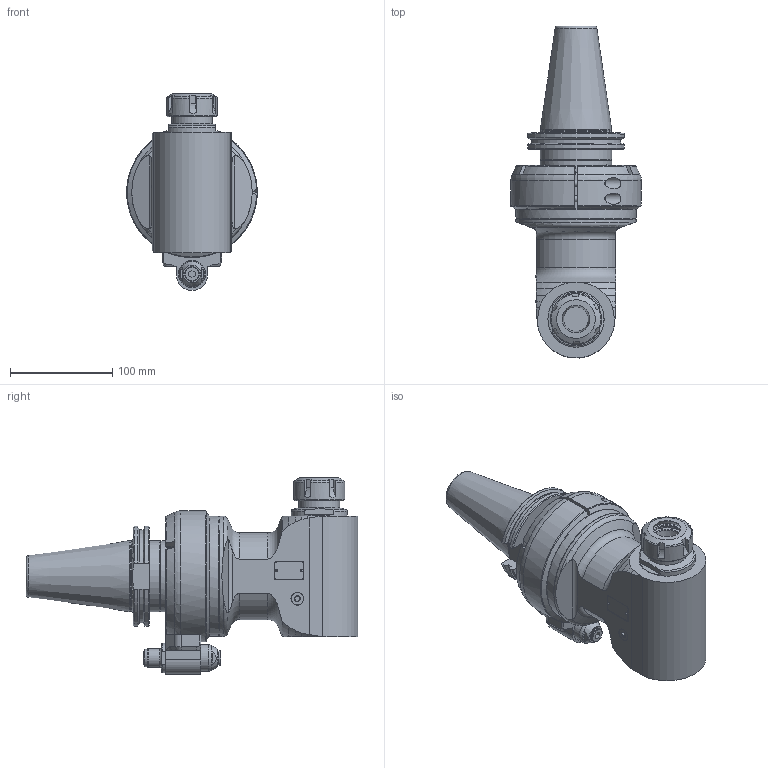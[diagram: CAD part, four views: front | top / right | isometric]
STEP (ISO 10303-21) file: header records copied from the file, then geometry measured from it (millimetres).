
FILE_DESCRIPTION(/* description */ (''),/* implementation_level */ '2;1');
FILE_NAME(/* name */ '9.F90.20000-2C50.stp',/* time_stamp */ '2025-09-29T09:47:27-04:00',/* author */ ('jkrenzer'),/* organization */ (''),/* preprocessor_version */ 'ST-DEVELOPER v18.1',/* originating_system */ 'Autodesk Inventor 2022',/* authorisation */ '');
FILE_SCHEMA (('AUTOMOTIVE_DESIGN { 1 0 10303 214 3 1 1 }'));
Length unit declared in the file: millimetre
Products named in the file (3): 9.F90.20000-2C50; 9.F90.20000; 9GA21C_458  (EVO, Type 2, Cat50, 80mm)
Assembly tree (2 placements, depth 2):
  9.F90.20000-2C50
    9.F90.20000
    9GA21C_458  (EVO, Type 2, Cat50, 80mm)
Bounding box: 128 x 324.96 x 192.5 mm (x, y, z)
Volume: 2079985.7 mm3; surface area: 215873.1 mm2
Topology: 4 solids, 5 shells, 594 faces, 1500 edges, 971 vertices
Faces by surface type: plane 267, cylinder 153, cone 125, torus 43, sphere 4, bspline 2
Full cylindrical faces by diameter (mm): 2.5 x3, 2.6 x2, 3 x2, 3.3 x2, 4.2 x2, 5 x3, 6 x3, 6.5 x3, 7 x2, 8 x1, 8.821 x1, 9 x1, 9.2 x1, 9.525 x1, 10 x4, 10.4 x2, 11 x2, 12 x4, 12.5 x3, 12.8 x1, 13 x1, 14 x1, 18 x2, 21.8 x1, 21.963 x1, 22.6 x1, 24 x1, 26 x1, 26.187 x1, 26.8 x1
Entity records: 21623 total; most frequent: CARTESIAN_POINT 7083, DIRECTION 3012, ORIENTED_EDGE 2982, EDGE_CURVE 1491, AXIS2_PLACEMENT_3D 1189, VERTEX_POINT 971, EDGE_LOOP 672, LINE 634
